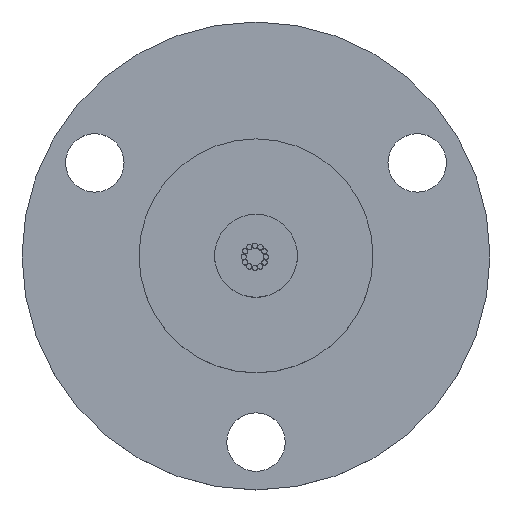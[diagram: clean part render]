
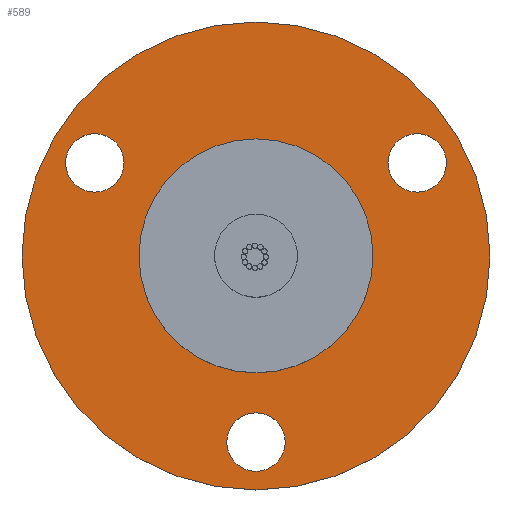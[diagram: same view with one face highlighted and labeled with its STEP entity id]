
A CAD part, top view. The second image highlights one B-rep face of the part: STEP entity #589.
In plain terms, the highlighted planar face has unit normal (0, 0, 1).
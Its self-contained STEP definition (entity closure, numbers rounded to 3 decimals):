
#4 = CIRCLE ( 'NONE', #1791, 2.75 ) ;
#36 = AXIS2_PLACEMENT_3D ( 'NONE', #1061, #1051, #1058 ) ;
#47 = DIRECTION ( 'NONE',  ( 1., 0., 0. ) ) ;
#78 = EDGE_CURVE ( 'NONE', #1444, #905, #856, .T. ) ;
#95 = VERTEX_POINT ( 'NONE', #1043 ) ;
#117 = CARTESIAN_POINT ( 'NONE',  ( -12.405, 8.75, 2.4 ) ) ;
#149 = CARTESIAN_POINT ( 'NONE',  ( 0., -17.5, 2.4 ) ) ;
#162 = DIRECTION ( 'NONE',  ( 1., 0., 0. ) ) ;
#209 = EDGE_LOOP ( 'NONE', ( #2479, #1408 ) ) ;
#217 = CARTESIAN_POINT ( 'NONE',  ( 12.405, 8.75, 2.4 ) ) ;
#236 = DIRECTION ( 'NONE',  ( 1., 0., 0. ) ) ;
#307 = CARTESIAN_POINT ( 'NONE',  ( 17.905, 8.75, 2.4 ) ) ;
#336 = AXIS2_PLACEMENT_3D ( 'NONE', #864, #1010, #236 ) ;
#351 = DIRECTION ( 'NONE',  ( 1., 0., 0. ) ) ;
#378 = EDGE_LOOP ( 'NONE', ( #2545, #476 ) ) ;
#397 = VERTEX_POINT ( 'NONE', #117 ) ;
#470 = CIRCLE ( 'NONE', #1276, 22. ) ;
#476 = ORIENTED_EDGE ( 'NONE', *, *, #1153, .F. ) ;
#491 = CARTESIAN_POINT ( 'NONE',  ( 2.75, -17.5, 2.4 ) ) ;
#544 = AXIS2_PLACEMENT_3D ( 'NONE', #2218, #868, #2291 ) ;
#561 = AXIS2_PLACEMENT_3D ( 'NONE', #2246, #866, #1679 ) ;
#566 = CARTESIAN_POINT ( 'NONE',  ( 11., 0., 2.4 ) ) ;
#589 = ADVANCED_FACE ( 'NONE', ( #1688, #2306, #1748, #2099, #1749 ), #2331, .T. ) ;
#611 = CARTESIAN_POINT ( 'NONE',  ( -22., 0., 2.4 ) ) ;
#645 = CIRCLE ( 'NONE', #1666, 11. ) ;
#694 = EDGE_CURVE ( 'NONE', #2179, #2520, #1671, .T. ) ;
#696 = DIRECTION ( 'NONE',  ( 0., 0., 1. ) ) ;
#699 = CIRCLE ( 'NONE', #2045, 2.75 ) ;
#796 = CARTESIAN_POINT ( 'NONE',  ( -15.155, 8.75, 2.4 ) ) ;
#798 = AXIS2_PLACEMENT_3D ( 'NONE', #2392, #811, #2388 ) ;
#811 = DIRECTION ( 'NONE',  ( 0., 0., 1. ) ) ;
#856 = CIRCLE ( 'NONE', #36, 22. ) ;
#864 = CARTESIAN_POINT ( 'NONE',  ( 0., 0., 2.4 ) ) ;
#866 = DIRECTION ( 'NONE',  ( 0., 0., 1. ) ) ;
#868 = DIRECTION ( 'NONE',  ( 0., 0., 1. ) ) ;
#883 = EDGE_LOOP ( 'NONE', ( #1274, #1329 ) ) ;
#905 = VERTEX_POINT ( 'NONE', #611 ) ;
#948 = CARTESIAN_POINT ( 'NONE',  ( 0., 0., 2.4 ) ) ;
#1010 = DIRECTION ( 'NONE',  ( 0., 0., 1. ) ) ;
#1043 = CARTESIAN_POINT ( 'NONE',  ( -17.905, 8.75, 2.4 ) ) ;
#1051 = DIRECTION ( 'NONE',  ( 0., 0., 1. ) ) ;
#1057 = VERTEX_POINT ( 'NONE', #566 ) ;
#1058 = DIRECTION ( 'NONE',  ( 1., 0., 0. ) ) ;
#1061 = CARTESIAN_POINT ( 'NONE',  ( 0., 0., 2.4 ) ) ;
#1101 = CARTESIAN_POINT ( 'NONE',  ( 0., -17.5, 2.4 ) ) ;
#1140 = EDGE_CURVE ( 'NONE', #905, #1444, #470, .T. ) ;
#1153 = EDGE_CURVE ( 'NONE', #2473, #1057, #645, .T. ) ;
#1154 = DIRECTION ( 'NONE',  ( 1., 0., 0. ) ) ;
#1166 = CIRCLE ( 'NONE', #544, 2.75 ) ;
#1197 = CARTESIAN_POINT ( 'NONE',  ( 22., 0., 2.4 ) ) ;
#1200 = EDGE_CURVE ( 'NONE', #95, #397, #699, .T. ) ;
#1229 = CIRCLE ( 'NONE', #798, 2.75 ) ;
#1274 = ORIENTED_EDGE ( 'NONE', *, *, #2063, .F. ) ;
#1276 = AXIS2_PLACEMENT_3D ( 'NONE', #2355, #2539, #1912 ) ;
#1315 = CIRCLE ( 'NONE', #2285, 11. ) ;
#1329 = ORIENTED_EDGE ( 'NONE', *, *, #1976, .F. ) ;
#1341 = EDGE_CURVE ( 'NONE', #397, #95, #1166, .T. ) ;
#1355 = EDGE_CURVE ( 'NONE', #2520, #2179, #1229, .T. ) ;
#1368 = CARTESIAN_POINT ( 'NONE',  ( -2.75, -17.5, 2.4 ) ) ;
#1374 = CARTESIAN_POINT ( 'NONE',  ( 0., 0., 2.4 ) ) ;
#1408 = ORIENTED_EDGE ( 'NONE', *, *, #1200, .F. ) ;
#1444 = VERTEX_POINT ( 'NONE', #1197 ) ;
#1456 = DIRECTION ( 'NONE',  ( 0., 0., 1. ) ) ;
#1523 = CARTESIAN_POINT ( 'NONE',  ( -11., 0., 2.4 ) ) ;
#1560 = DIRECTION ( 'NONE',  ( 0., 0., 1. ) ) ;
#1568 = CIRCLE ( 'NONE', #2399, 2.75 ) ;
#1604 = DIRECTION ( 'NONE',  ( 1., 0., 0. ) ) ;
#1637 = ORIENTED_EDGE ( 'NONE', *, *, #1140, .T. ) ;
#1666 = AXIS2_PLACEMENT_3D ( 'NONE', #1374, #696, #1604 ) ;
#1671 = CIRCLE ( 'NONE', #561, 2.75 ) ;
#1679 = DIRECTION ( 'NONE',  ( 1., 0., 0. ) ) ;
#1688 = FACE_BOUND ( 'NONE', #378, .T. ) ;
#1734 = VERTEX_POINT ( 'NONE', #491 ) ;
#1748 = FACE_BOUND ( 'NONE', #209, .T. ) ;
#1749 = FACE_OUTER_BOUND ( 'NONE', #1945, .T. ) ;
#1791 = AXIS2_PLACEMENT_3D ( 'NONE', #1101, #2409, #47 ) ;
#1847 = ORIENTED_EDGE ( 'NONE', *, *, #694, .F. ) ;
#1912 = DIRECTION ( 'NONE',  ( 1., 0., 0. ) ) ;
#1945 = EDGE_LOOP ( 'NONE', ( #1637, #2059 ) ) ;
#1976 = EDGE_CURVE ( 'NONE', #2427, #1734, #4, .T. ) ;
#2045 = AXIS2_PLACEMENT_3D ( 'NONE', #796, #1456, #162 ) ;
#2055 = EDGE_CURVE ( 'NONE', #1057, #2473, #1315, .T. ) ;
#2059 = ORIENTED_EDGE ( 'NONE', *, *, #78, .T. ) ;
#2063 = EDGE_CURVE ( 'NONE', #1734, #2427, #1568, .T. ) ;
#2099 = FACE_BOUND ( 'NONE', #883, .T. ) ;
#2179 = VERTEX_POINT ( 'NONE', #217 ) ;
#2183 = ORIENTED_EDGE ( 'NONE', *, *, #1355, .F. ) ;
#2218 = CARTESIAN_POINT ( 'NONE',  ( -15.155, 8.75, 2.4 ) ) ;
#2246 = CARTESIAN_POINT ( 'NONE',  ( 15.155, 8.75, 2.4 ) ) ;
#2274 = EDGE_LOOP ( 'NONE', ( #2183, #1847 ) ) ;
#2285 = AXIS2_PLACEMENT_3D ( 'NONE', #948, #2316, #1154 ) ;
#2291 = DIRECTION ( 'NONE',  ( 1., 0., 0. ) ) ;
#2306 = FACE_BOUND ( 'NONE', #2274, .T. ) ;
#2316 = DIRECTION ( 'NONE',  ( 0., 0., 1. ) ) ;
#2331 = PLANE ( 'NONE',  #336 ) ;
#2355 = CARTESIAN_POINT ( 'NONE',  ( 0., 0., 2.4 ) ) ;
#2388 = DIRECTION ( 'NONE',  ( 1., 0., 0. ) ) ;
#2392 = CARTESIAN_POINT ( 'NONE',  ( 15.155, 8.75, 2.4 ) ) ;
#2399 = AXIS2_PLACEMENT_3D ( 'NONE', #149, #1560, #351 ) ;
#2409 = DIRECTION ( 'NONE',  ( 0., 0., 1. ) ) ;
#2427 = VERTEX_POINT ( 'NONE', #1368 ) ;
#2473 = VERTEX_POINT ( 'NONE', #1523 ) ;
#2479 = ORIENTED_EDGE ( 'NONE', *, *, #1341, .F. ) ;
#2520 = VERTEX_POINT ( 'NONE', #307 ) ;
#2539 = DIRECTION ( 'NONE',  ( 0., 0., 1. ) ) ;
#2545 = ORIENTED_EDGE ( 'NONE', *, *, #2055, .F. ) ;
